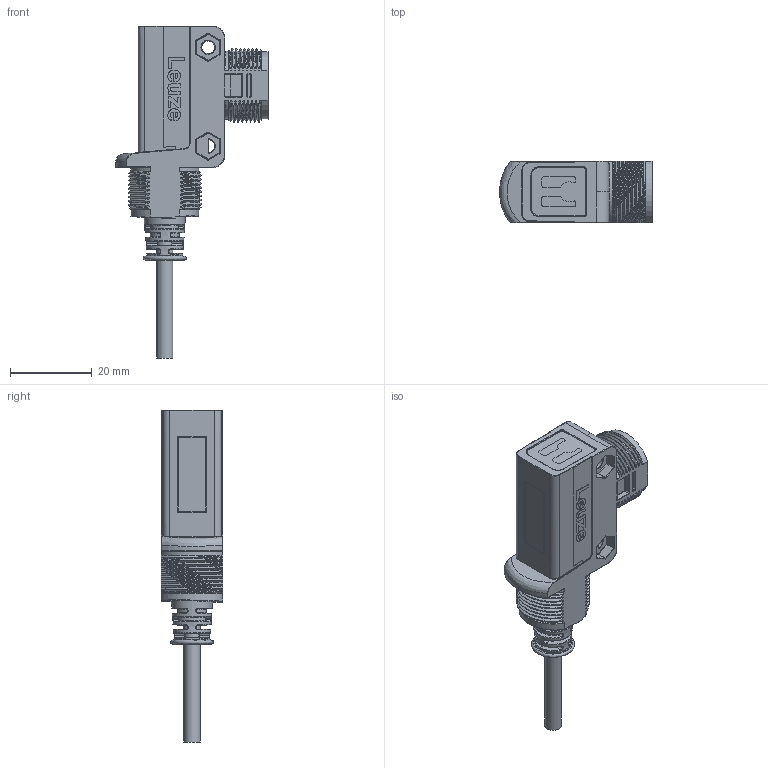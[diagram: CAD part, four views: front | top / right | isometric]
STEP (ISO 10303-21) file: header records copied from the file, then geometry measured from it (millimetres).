
FILE_DESCRIPTION (( 'STEP AP214' ), '1' );
FILE_NAME ('3d_br28_kab.STEP', '2023-10-20T17:08:27', ( '' ), ( '' ), 'SwSTEP 2.0', 'SolidWorks 2023', '' );
FILE_SCHEMA (( 'AUTOMOTIVE_DESIGN' ));
Products named in the file (1): 3d_br28_kab
Bounding box: 37.3 x 15 x 81 mm (x, y, z)
Volume: 16417.7 mm3; surface area: 6153.7 mm2
Topology: 1 solids, 1 shells, 938 faces, 2315 edges, 1413 vertices
Faces by surface type: bspline 348, cylinder 309, plane 253, cone 28
Full cylindrical faces by diameter (mm): 4 x1
Entity records: 55998 total; most frequent: CARTESIAN_POINT 36846, ORIENTED_EDGE 4590, DIRECTION 2967, EDGE_CURVE 2295, VERTEX_POINT 1408, AXIS2_PLACEMENT_3D 1001, EDGE_LOOP 991, LINE 965
